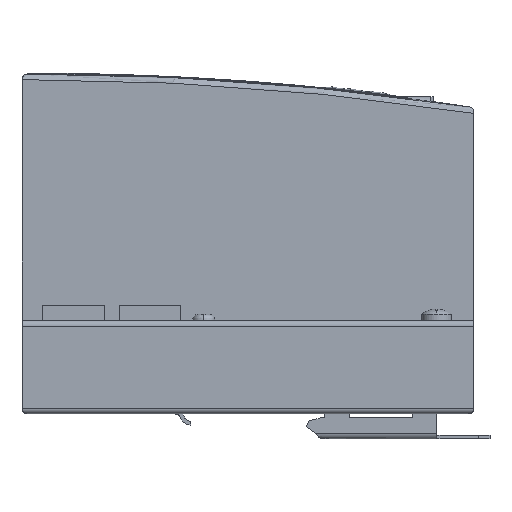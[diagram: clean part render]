
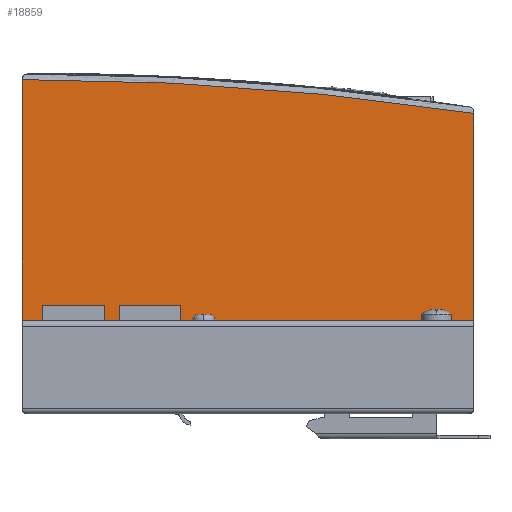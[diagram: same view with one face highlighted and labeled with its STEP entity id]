
A CAD part, left-side view. The second image highlights one B-rep face of the part: STEP entity #18859.
In plain terms, the highlighted planar face has unit normal (-1, 0, 0).
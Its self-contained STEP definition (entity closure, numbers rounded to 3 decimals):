
#18326=CARTESIAN_POINT('',(-2.9,-5.9,0.15));
#18327=DIRECTION('',(-1.,0.,0.));
#18328=DIRECTION('',(0.,0.,-1.));
#18329=AXIS2_PLACEMENT_3D('',#18326,#18327,#18328);
#18334=DIRECTION('',(0.,-1.,0.));
#18335=VECTOR('',#18334,11.8);
#18336=CARTESIAN_POINT('',(-2.9,5.9,0.));
#18337=LINE('',#18336,#18335);
#18341=CARTESIAN_POINT('',(-2.9,5.9,0.15));
#18342=DIRECTION('',(-1.,0.,0.));
#18343=DIRECTION('',(0.,1.,0.));
#18344=AXIS2_PLACEMENT_3D('',#18341,#18342,#18343);
#18349=DIRECTION('',(0.,0.,-1.));
#18350=VECTOR('',#18349,8.8);
#18351=CARTESIAN_POINT('',(-2.9,6.05,
8.95));
#18352=LINE('',#18351,#18350);
#18356=CARTESIAN_POINT('',(-2.9,5.917,-70.9));
#18357=DIRECTION('',(-1.,0.,0.));
#18358=DIRECTION('',(0.,-0.15,0.989));
#18359=AXIS2_PLACEMENT_3D('',#18356,#18357,#18358);
#18364=DIRECTION('',(0.,0.,1.));
#18365=VECTOR('',#18364,7.898);
#18366=CARTESIAN_POINT('',(-2.9,-6.05,0.15));
#18367=LINE('',#18366,#18365);
#18704=CARTESIAN_POINT('',(-2.9,-6.05,0.15));
#18705=VERTEX_POINT('',#18704);
#18706=CARTESIAN_POINT('',(-2.9,-5.9,0.));
#18707=VERTEX_POINT('',#18706);
#18708=CARTESIAN_POINT('',(-2.9,5.9,0.));
#18709=VERTEX_POINT('',#18708);
#18712=CARTESIAN_POINT('',(-2.9,-6.05,8.048));
#18713=VERTEX_POINT('',#18712);
#18714=CARTESIAN_POINT('',(-2.9,6.05,8.95));
#18715=VERTEX_POINT('',#18714);
#18716=CARTESIAN_POINT('',(-2.9,6.05,0.15));
#18717=VERTEX_POINT('',#18716);
#18842=CARTESIAN_POINT('',(-2.9,0.128,4.375));
#18843=DIRECTION('',(1.,0.,0.));
#18844=DIRECTION('',(0.,1.,0.));
#18845=AXIS2_PLACEMENT_3D('',#18842,#18843,#18844);
#18846=PLANE('',#18845);
#18847=ORIENTED_EDGE('',*,*,#18788,.F.);
#18849=ORIENTED_EDGE('',*,*,#18848,.F.);
#18851=ORIENTED_EDGE('',*,*,#18850,.F.);
#18853=ORIENTED_EDGE('',*,*,#18852,.F.);
#18855=ORIENTED_EDGE('',*,*,#18854,.F.);
#18856=ORIENTED_EDGE('',*,*,#18824,.F.);
#18857=EDGE_LOOP('',(#18847,#18849,#18851,#18853,#18855,#18856));
#18858=FACE_OUTER_BOUND('',#18857,.F.);
#18859=ADVANCED_FACE('',(#18858),#18846,.F.);
#18330=CIRCLE('',#18329,0.15);
#18345=CIRCLE('',#18344,0.15);
#18360=CIRCLE('',#18359,79.85);
#18788=EDGE_CURVE('',#18707,#18705,#18330,.T.);
#18824=EDGE_CURVE('',#18705,#18713,#18367,.T.);
#18848=EDGE_CURVE('',#18709,#18707,#18337,.T.);
#18850=EDGE_CURVE('',#18717,#18709,#18345,.T.);
#18852=EDGE_CURVE('',#18715,#18717,#18352,.T.);
#18854=EDGE_CURVE('',#18713,#18715,#18360,.T.);
